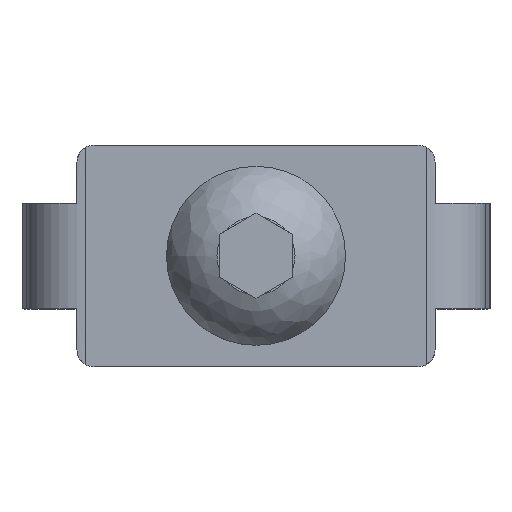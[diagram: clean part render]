
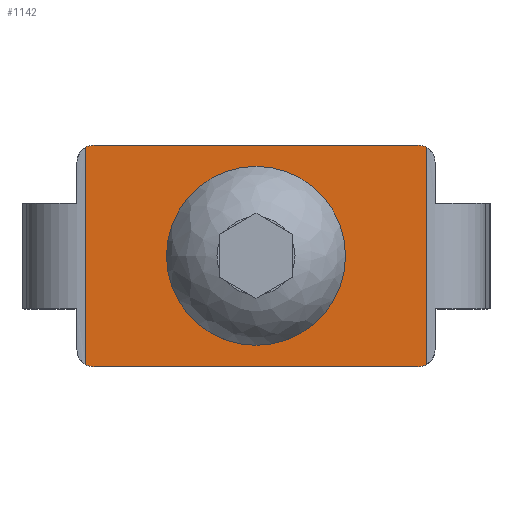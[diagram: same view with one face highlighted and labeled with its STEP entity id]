
A CAD part, top view. The second image highlights one B-rep face of the part: STEP entity #1142.
In plain terms, the highlighted planar face has unit normal (0, 0, 1).
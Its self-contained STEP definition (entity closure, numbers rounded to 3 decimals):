
#31=FACE_BOUND('',#220,.T.);
#84=CIRCLE('',#1224,1.);
#86=CIRCLE('',#1228,1.);
#87=CIRCLE('',#1237,1.);
#88=CIRCLE('',#1238,1.);
#89=CIRCLE('',#1239,3.1);
#156=FACE_OUTER_BOUND('',#219,.T.);
#219=EDGE_LOOP('',(#909,#910,#911,#912,#913,#914,#915,#916));
#220=EDGE_LOOP('',(#917));
#315=LINE('',#1804,#413);
#325=LINE('',#1855,#423);
#327=LINE('',#1868,#425);
#328=LINE('',#1872,#426);
#413=VECTOR('',#1445,19.);
#423=VECTOR('',#1475,12.732);
#425=VECTOR('',#1479,12.732);
#426=VECTOR('',#1482,19.);
#516=VERTEX_POINT('',#1787);
#517=VERTEX_POINT('',#1789);
#519=VERTEX_POINT('',#1802);
#523=VERTEX_POINT('',#1819);
#526=VERTEX_POINT('',#1854);
#528=VERTEX_POINT('',#1867);
#529=VERTEX_POINT('',#1869);
#530=VERTEX_POINT('',#1871);
#531=VERTEX_POINT('',#1874);
#649=EDGE_CURVE('',#517,#516,#84,.T.);
#653=EDGE_CURVE('',#516,#519,#315,.T.);
#658=EDGE_CURVE('',#519,#523,#86,.T.);
#668=EDGE_CURVE('',#517,#526,#325,.T.);
#671=EDGE_CURVE('',#523,#528,#327,.T.);
#672=EDGE_CURVE('',#528,#529,#87,.T.);
#673=EDGE_CURVE('',#529,#530,#328,.T.);
#674=EDGE_CURVE('',#530,#526,#88,.T.);
#675=EDGE_CURVE('',#531,#531,#89,.T.);
#909=ORIENTED_EDGE('',*,*,#649,.T.);
#910=ORIENTED_EDGE('',*,*,#653,.T.);
#911=ORIENTED_EDGE('',*,*,#658,.T.);
#912=ORIENTED_EDGE('',*,*,#671,.T.);
#913=ORIENTED_EDGE('',*,*,#672,.T.);
#914=ORIENTED_EDGE('',*,*,#673,.T.);
#915=ORIENTED_EDGE('',*,*,#674,.T.);
#916=ORIENTED_EDGE('',*,*,#668,.F.);
#917=ORIENTED_EDGE('',*,*,#675,.T.);
#1090=PLANE('',#1236);
#1142=ADVANCED_FACE('',(#156,#31),#1090,.T.);
#1224=AXIS2_PLACEMENT_3D('',#1790,#1439,#1440);
#1228=AXIS2_PLACEMENT_3D('',#1828,#1451,#1452);
#1236=AXIS2_PLACEMENT_3D('',#1866,#1477,#1478);
#1237=AXIS2_PLACEMENT_3D('',#1870,#1480,#1481);
#1238=AXIS2_PLACEMENT_3D('',#1873,#1483,#1484);
#1239=AXIS2_PLACEMENT_3D('',#1875,#1485,#1486);
#1439=DIRECTION('center_axis',(0.,0.,1.));
#1440=DIRECTION('ref_axis',(0.,1.,0.));
#1445=DIRECTION('',(-1.,0.,0.));
#1451=DIRECTION('center_axis',(0.,0.,1.));
#1452=DIRECTION('ref_axis',(-1.,0.,0.));
#1475=DIRECTION('',(0.,-1.,0.));
#1477=DIRECTION('center_axis',(0.,0.,1.));
#1478=DIRECTION('ref_axis',(0.,-1.,0.));
#1479=DIRECTION('',(0.,-1.,0.));
#1480=DIRECTION('center_axis',(0.,0.,1.));
#1481=DIRECTION('ref_axis',(-1.,0.,0.));
#1482=DIRECTION('',(1.,0.,0.));
#1483=DIRECTION('center_axis',(0.,0.,1.));
#1484=DIRECTION('ref_axis',(0.,-1.,0.));
#1485=DIRECTION('center_axis',(0.,0.,-1.));
#1486=DIRECTION('ref_axis',(1.,0.,0.));
#1787=CARTESIAN_POINT('',(9.5,6.5,0.));
#1789=CARTESIAN_POINT('',(10.,6.366,0.));
#1790=CARTESIAN_POINT('Origin',(9.5,5.5,0.));
#1802=CARTESIAN_POINT('',(-9.5,6.5,0.));
#1804=CARTESIAN_POINT('',(-0.25,6.5,0.));
#1819=CARTESIAN_POINT('',(-10.,6.366,0.));
#1828=CARTESIAN_POINT('Origin',(-9.5,5.5,0.));
#1854=CARTESIAN_POINT('',(10.,-6.366,0.));
#1855=CARTESIAN_POINT('',(10.,8.5,0.));
#1866=CARTESIAN_POINT('Origin',(-10.,8.5,0.));
#1867=CARTESIAN_POINT('',(-10.,-6.366,0.));
#1868=CARTESIAN_POINT('',(-10.,8.5,0.));
#1869=CARTESIAN_POINT('',(-9.5,-6.5,0.));
#1870=CARTESIAN_POINT('Origin',(-9.5,-5.5,0.));
#1871=CARTESIAN_POINT('',(9.5,-6.5,0.));
#1872=CARTESIAN_POINT('',(-0.25,-6.5,0.));
#1873=CARTESIAN_POINT('Origin',(9.5,-5.5,0.));
#1874=CARTESIAN_POINT('',(3.1,0.,0.));
#1875=CARTESIAN_POINT('Origin',(0.,0.,0.));
